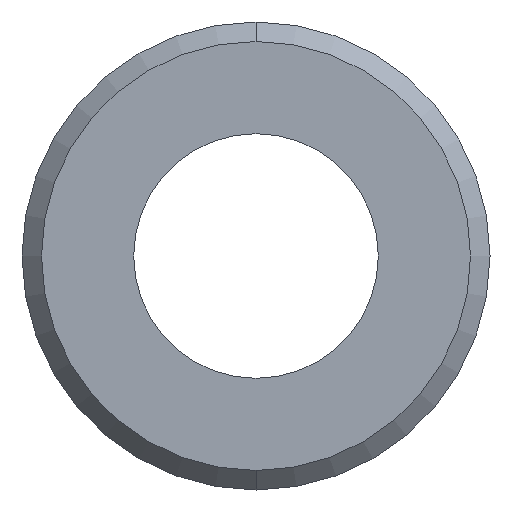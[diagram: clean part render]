
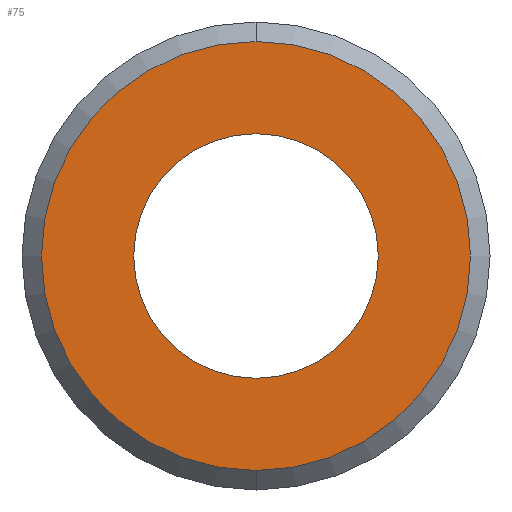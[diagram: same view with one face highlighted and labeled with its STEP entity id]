
A CAD part, front view. The second image highlights one B-rep face of the part: STEP entity #75.
In plain terms, the highlighted planar face has unit normal (0, -1, 0).
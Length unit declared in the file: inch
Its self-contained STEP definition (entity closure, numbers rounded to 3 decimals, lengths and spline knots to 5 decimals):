
#2 = EDGE_CURVE ( 'NONE', #84, #89, #9, .T. ) ;
#9 = CIRCLE ( 'NONE', #338, 0.17188 ) ;
#14 = CARTESIAN_POINT ( 'NONE',  ( 0., -0.9375, -0.17188 ) ) ;
#15 = AXIS2_PLACEMENT_3D ( 'NONE', #129, #300, #351 ) ;
#35 = VERTEX_POINT ( 'NONE', #282 ) ;
#40 = ORIENTED_EDGE ( 'NONE', *, *, #121, .T. ) ;
#45 = CARTESIAN_POINT ( 'NONE',  ( 0., -0.9375, 0.098 ) ) ;
#56 = CIRCLE ( 'NONE', #223, 0.17188 ) ;
#64 = ORIENTED_EDGE ( 'NONE', *, *, #190, .T. ) ;
#67 = CARTESIAN_POINT ( 'NONE',  ( 0., -0.9375, 0. ) ) ;
#74 = DIRECTION ( 'NONE',  ( 0., -1., 0. ) ) ;
#75 = ADVANCED_FACE ( 'NONE', ( #153, #180 ), #231, .F. ) ;
#84 = VERTEX_POINT ( 'NONE', #14 ) ;
#89 = VERTEX_POINT ( 'NONE', #340 ) ;
#98 = DIRECTION ( 'NONE',  ( 0., 0., 1. ) ) ;
#121 = EDGE_CURVE ( 'NONE', #89, #84, #56, .T. ) ;
#129 = CARTESIAN_POINT ( 'NONE',  ( 0., -0.9375, 0. ) ) ;
#131 = DIRECTION ( 'NONE',  ( 0., 1., 0. ) ) ;
#153 = FACE_BOUND ( 'NONE', #324, .T. ) ;
#173 = CIRCLE ( 'NONE', #15, 0.098 ) ;
#180 = FACE_OUTER_BOUND ( 'NONE', #197, .T. ) ;
#190 = EDGE_CURVE ( 'NONE', #35, #199, #272, .T. ) ;
#197 = EDGE_LOOP ( 'NONE', ( #40, #249 ) ) ;
#199 = VERTEX_POINT ( 'NONE', #45 ) ;
#223 = AXIS2_PLACEMENT_3D ( 'NONE', #335, #74, #261 ) ;
#231 = PLANE ( 'NONE',  #285 ) ;
#249 = ORIENTED_EDGE ( 'NONE', *, *, #2, .T. ) ;
#261 = DIRECTION ( 'NONE',  ( 0., 0., 1. ) ) ;
#272 = CIRCLE ( 'NONE', #296, 0.098 ) ;
#279 = ORIENTED_EDGE ( 'NONE', *, *, #281, .T. ) ;
#281 = EDGE_CURVE ( 'NONE', #199, #35, #173, .T. ) ;
#282 = CARTESIAN_POINT ( 'NONE',  ( 0., -0.9375, -0.098 ) ) ;
#283 = DIRECTION ( 'NONE',  ( 0., -1., 0. ) ) ;
#285 = AXIS2_PLACEMENT_3D ( 'NONE', #288, #339, #311 ) ;
#288 = CARTESIAN_POINT ( 'NONE',  ( 0., -0.9375, 0. ) ) ;
#296 = AXIS2_PLACEMENT_3D ( 'NONE', #348, #131, #299 ) ;
#299 = DIRECTION ( 'NONE',  ( 0., 0., 1. ) ) ;
#300 = DIRECTION ( 'NONE',  ( 0., 1., 0. ) ) ;
#311 = DIRECTION ( 'NONE',  ( 0., 0., 1. ) ) ;
#324 = EDGE_LOOP ( 'NONE', ( #279, #64 ) ) ;
#335 = CARTESIAN_POINT ( 'NONE',  ( 0., -0.9375, 0. ) ) ;
#338 = AXIS2_PLACEMENT_3D ( 'NONE', #67, #283, #98 ) ;
#339 = DIRECTION ( 'NONE',  ( 0., 1., 0. ) ) ;
#340 = CARTESIAN_POINT ( 'NONE',  ( 0., -0.9375, 0.17188 ) ) ;
#348 = CARTESIAN_POINT ( 'NONE',  ( 0., -0.9375, 0. ) ) ;
#351 = DIRECTION ( 'NONE',  ( 0., 0., 1. ) ) ;
